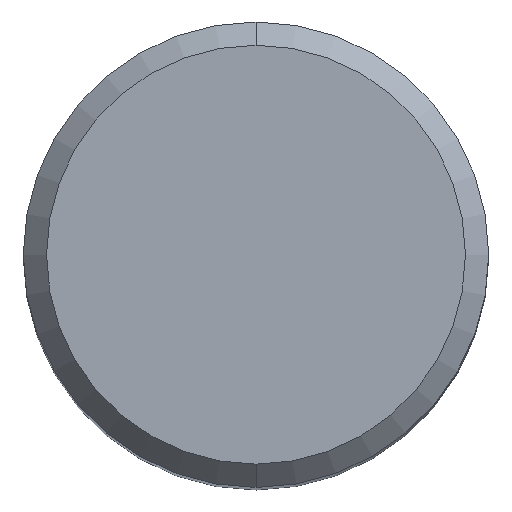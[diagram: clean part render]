
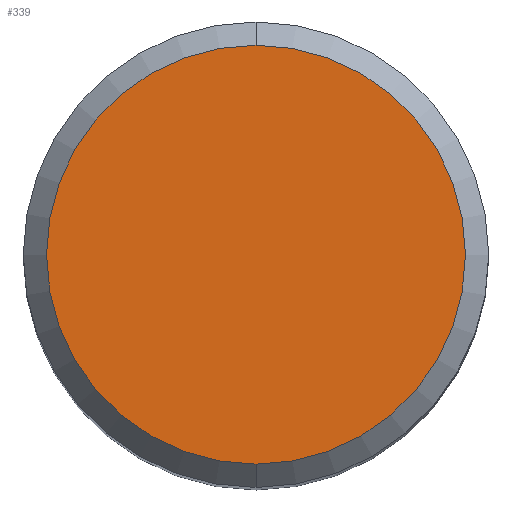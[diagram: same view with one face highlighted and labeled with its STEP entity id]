
A CAD part, top view. The second image highlights one B-rep face of the part: STEP entity #339.
In plain terms, the highlighted planar face has unit normal (0, 0, 1).
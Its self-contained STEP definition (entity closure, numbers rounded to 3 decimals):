
#219=EDGE_CURVE('',#297,#347,#517,.T.);
#297=VERTEX_POINT('',#602);
#339=ADVANCED_FACE('',(#647),#648,.T.);
#347=VERTEX_POINT('',#656);
#389=EDGE_CURVE('',#347,#297,#700,.T.);
#517=CIRCLE('',#881,9.0);
#602=CARTESIAN_POINT('',(0.,-9.0,62.268));
#647=FACE_OUTER_BOUND('',#1137,.T.);
#648=PLANE('',#1138);
#656=CARTESIAN_POINT('',(0.0,9.0,62.268));
#700=CIRCLE('',#1275,9.0);
#881=AXIS2_PLACEMENT_3D('',#1484,#1485,#1486);
#1137=EDGE_LOOP('',(#1640,#1641));
#1138=AXIS2_PLACEMENT_3D('',#1642,#1643,#1644);
#1275=AXIS2_PLACEMENT_3D('',#1671,#1672,#1673);
#1484=CARTESIAN_POINT('',(0.0,0.0,62.268));
#1485=DIRECTION('',(0.0,0.0,-1.0));
#1486=DIRECTION('',(0.0,1.0,0.0));
#1640=ORIENTED_EDGE('',*,*,#389,.F.);
#1641=ORIENTED_EDGE('',*,*,#219,.F.);
#1642=CARTESIAN_POINT('',(0.0,4.5,62.268));
#1643=DIRECTION('',(-0.0,0.0,1.0));
#1644=DIRECTION('',(0.0,-1.0,0.0));
#1671=CARTESIAN_POINT('',(0.0,0.0,62.268));
#1672=DIRECTION('',(0.0,0.0,-1.0));
#1673=DIRECTION('',(0.0,1.0,0.0));
